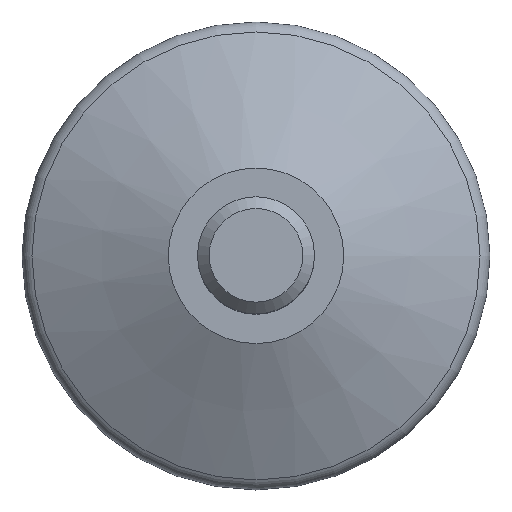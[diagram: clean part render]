
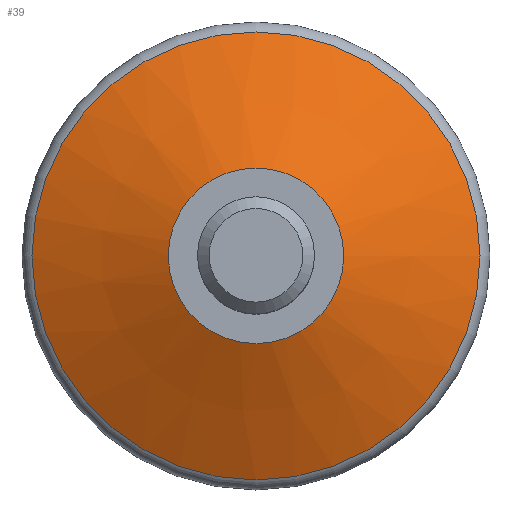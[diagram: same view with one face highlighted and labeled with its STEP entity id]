
A CAD part, top view. The second image highlights one B-rep face of the part: STEP entity #39.
In plain terms, the highlighted conical face has half-angle 64.359 degrees and reference radius 20 mm.
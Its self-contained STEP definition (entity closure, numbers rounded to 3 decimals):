
#39 = ADVANCED_FACE( '', ( #80, #81 ), #82, .T. );
#80 = FACE_OUTER_BOUND( '', #121, .T. );
#81 = FACE_BOUND( '', #122, .T. );
#82 = CONICAL_SURFACE( '', #123, 20., 1.123 );
#121 = EDGE_LOOP( '', ( #162 ) );
#122 = EDGE_LOOP( '', ( #163 ) );
#123 = AXIS2_PLACEMENT_3D( '', #164, #165, #166 );
#162 = ORIENTED_EDGE( '', *, *, #200, .T. );
#163 = ORIENTED_EDGE( '', *, *, #205, .F. );
#164 = CARTESIAN_POINT( '', ( 0., 0., 6. ) );
#165 = DIRECTION( '', ( 0., 0., -1. ) );
#166 = DIRECTION( '', ( -1., 0., 0. ) );
#200 = EDGE_CURVE( '', #220, #220, #221, .T. );
#205 = EDGE_CURVE( '', #228, #228, #229, .T. );
#220 = VERTEX_POINT( '', #245 );
#221 = CIRCLE( '', #246, 19.149 );
#228 = VERTEX_POINT( '', #253 );
#229 = CIRCLE( '', #254, 7.5 );
#245 = CARTESIAN_POINT( '', ( 19.149, 0., 6.408 ) );
#246 = AXIS2_PLACEMENT_3D( '', #271, #272, #273 );
#253 = CARTESIAN_POINT( '', ( 7.5, 0., 12. ) );
#254 = AXIS2_PLACEMENT_3D( '', #280, #281, #282 );
#271 = CARTESIAN_POINT( '', ( 0., 0., 6.408 ) );
#272 = DIRECTION( '', ( 0., 0., 1. ) );
#273 = DIRECTION( '', ( 1., 0., 0. ) );
#280 = CARTESIAN_POINT( '', ( 0., 0., 12. ) );
#281 = DIRECTION( '', ( 0., 0., 1. ) );
#282 = DIRECTION( '', ( 1., 0., 0. ) );
